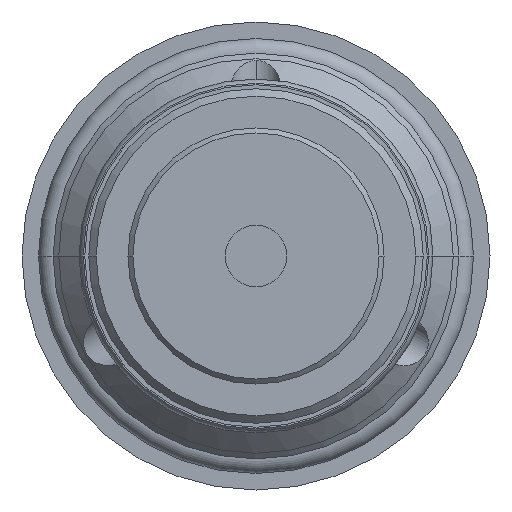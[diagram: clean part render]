
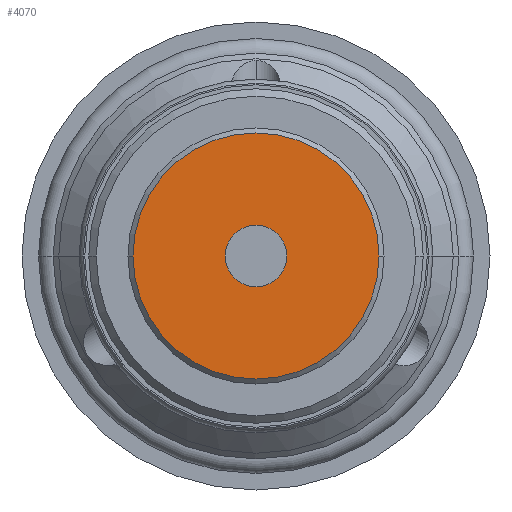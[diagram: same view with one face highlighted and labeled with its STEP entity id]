
A CAD part, left-side view. The second image highlights one B-rep face of the part: STEP entity #4070.
In plain terms, the highlighted planar face has unit normal (-1, 0, 0).
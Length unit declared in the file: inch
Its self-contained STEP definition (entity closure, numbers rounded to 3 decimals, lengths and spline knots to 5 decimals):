
#124=CARTESIAN_POINT('',(-2.676,0.,0.));
#125=DIRECTION('',(-1.,0.,0.));
#126=DIRECTION('',(0.,1.,0.));
#127=AXIS2_PLACEMENT_3D('',#124,#125,#126);
#2079=CARTESIAN_POINT('',(-2.676,0.,0.));
#2080=DIRECTION('',(-1.,0.,0.));
#2081=DIRECTION('',(0.,1.,0.));
#2082=AXIS2_PLACEMENT_3D('',#2079,#2080,#2081);
#2087=CARTESIAN_POINT('',(-2.676,0.,0.));
#2088=DIRECTION('',(1.,0.,0.));
#2089=DIRECTION('',(0.,1.,0.));
#2090=AXIS2_PLACEMENT_3D('',#2087,#2088,#2089);
#2095=CARTESIAN_POINT('',(-2.676,0.,0.));
#2096=DIRECTION('',(1.,0.,0.));
#2097=DIRECTION('',(0.,1.,0.));
#2098=AXIS2_PLACEMENT_3D('',#2095,#2096,#2097);
#2345=CARTESIAN_POINT('',(-2.676,0.493,0.));
#2346=CARTESIAN_POINT('',(-2.676,-0.493,0.));
#2347=VERTEX_POINT('',#2345);
#2348=VERTEX_POINT('',#2346);
#2349=CARTESIAN_POINT('',(-2.676,0.1235,0.));
#2350=CARTESIAN_POINT('',(-2.676,-0.1235,0.));
#2351=VERTEX_POINT('',#2349);
#2352=VERTEX_POINT('',#2350);
#4056=CARTESIAN_POINT('',(-2.676,0.,0.));
#4057=DIRECTION('',(1.,0.,0.));
#4058=DIRECTION('',(0.,-1.,0.));
#4059=AXIS2_PLACEMENT_3D('',#4056,#4057,#4058);
#4060=PLANE('',#4059);
#4061=ORIENTED_EDGE('',*,*,#4050,.F.);
#4062=ORIENTED_EDGE('',*,*,#4036,.T.);
#4063=EDGE_LOOP('',(#4061,#4062));
#4064=FACE_OUTER_BOUND('',#4063,.F.);
#4066=ORIENTED_EDGE('',*,*,#4065,.F.);
#4067=ORIENTED_EDGE('',*,*,#2386,.T.);
#4068=EDGE_LOOP('',(#4066,#4067));
#4069=FACE_BOUND('',#4068,.F.);
#128=CIRCLE('',#127,0.1235);
#2083=CIRCLE('',#2082,0.493);
#2091=CIRCLE('',#2090,0.493);
#2099=CIRCLE('',#2098,0.1235);
#2386=EDGE_CURVE('',#2351,#2352,#128,.T.);
#4036=EDGE_CURVE('',#2347,#2348,#2091,.T.);
#4050=EDGE_CURVE('',#2347,#2348,#2083,.T.);
#4065=EDGE_CURVE('',#2351,#2352,#2099,.T.);
#4070=ADVANCED_FACE('',(#4064,#4069),#4060,.F.);
